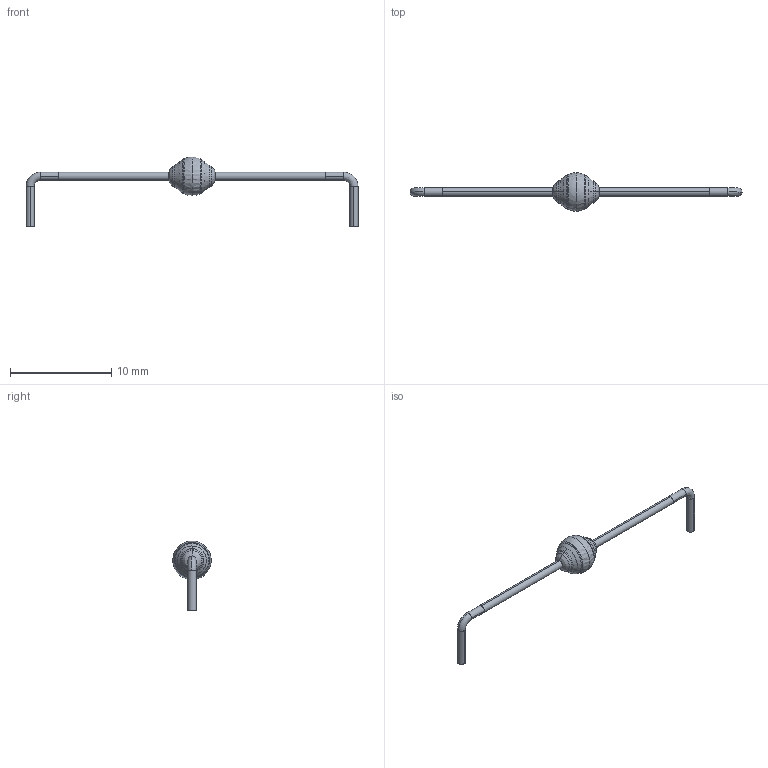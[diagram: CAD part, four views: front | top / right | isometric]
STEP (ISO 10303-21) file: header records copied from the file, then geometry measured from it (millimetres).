
FILE_DESCRIPTION((''),'2;1');
FILE_NAME('SOD57-LS3200.stp','2012-09-25T16:03:19',(''),(''),'Mechanical Desktop 2011','Mechanical Desktop 2011',', , ');
FILE_SCHEMA(('AUTOMOTIVE_DESIGN { 1 2 10303 214 1 1 1 1 }'));
Length unit declared in the file: millimetre
Products named in the file (1): Product
Bounding box: 32.79 x 3.81 x 6.91 mm (x, y, z)
Volume: 49.9 mm3; surface area: 195.5 mm2
Topology: 8 solids, 8 shells, 55 faces, 114 edges, 76 vertices
Faces by surface type: bspline 22, plane 14, cylinder 8, sphere 5, cone 4, torus 2
Entity records: 1955 total; most frequent: CARTESIAN_POINT 760, DIRECTION 264, ORIENTED_EDGE 212, AXIS2_PLACEMENT_3D 124, EDGE_CURVE 106, CIRCLE 90, VERTEX_POINT 72, EDGE_LOOP 60
